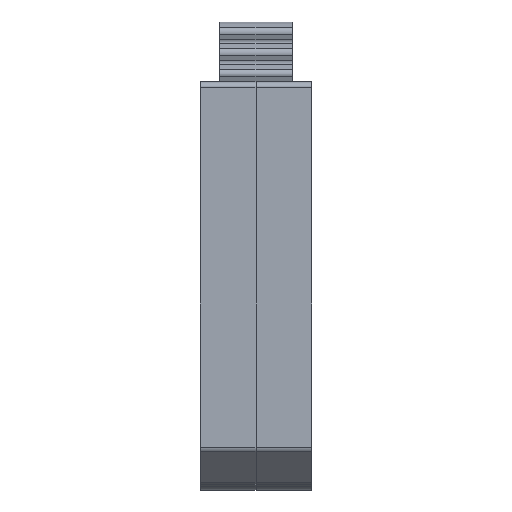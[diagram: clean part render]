
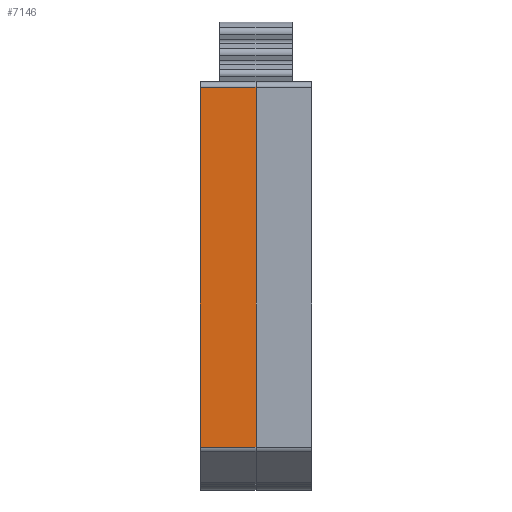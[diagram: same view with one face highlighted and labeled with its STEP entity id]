
A CAD part, front view. The second image highlights one B-rep face of the part: STEP entity #7146.
In plain terms, the highlighted planar face has unit normal (0, -1, 0).
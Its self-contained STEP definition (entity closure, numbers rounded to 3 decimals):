
#7133=AXIS2_PLACEMENT_3D('Plane Axis2P3D',#7130,#7131,#7132) ;
#5979=CARTESIAN_POINT('Vertex',(0.,0.,2.293)) ;
#5982=CARTESIAN_POINT('Line Origine',(0.,0.,11.959)) ;
#5986=CARTESIAN_POINT('Vertex',(0.,0.,21.626)) ;
#6340=CARTESIAN_POINT('Vertex',(3.,0.,21.626)) ;
#6343=CARTESIAN_POINT('Line Origine',(3.,0.,11.959)) ;
#6347=CARTESIAN_POINT('Vertex',(3.,0.,2.293)) ;
#7118=CARTESIAN_POINT('Line Origine',(1.5,0.,21.626)) ;
#7130=CARTESIAN_POINT('Axis2P3D Location',(0.,0.,21.626)) ;
#7135=CARTESIAN_POINT('Line Origine',(1.5,0.,2.293)) ;
#5983=DIRECTION('Vector Direction',(0.,0.,-1.)) ;
#6344=DIRECTION('Vector Direction',(0.,0.,-1.)) ;
#7119=DIRECTION('Vector Direction',(1.,0.,0.)) ;
#7131=DIRECTION('Axis2P3D Direction',(0.,-1.,0.)) ;
#7132=DIRECTION('Axis2P3D XDirection',(0.,0.,-1.)) ;
#7136=DIRECTION('Vector Direction',(1.,0.,0.)) ;
#5984=VECTOR('Line Direction',#5983,1.) ;
#6345=VECTOR('Line Direction',#6344,1.) ;
#7120=VECTOR('Line Direction',#7119,1.) ;
#7137=VECTOR('Line Direction',#7136,1.) ;
#7141=ORIENTED_EDGE('',*,*,#6349,.F.) ;
#7142=ORIENTED_EDGE('',*,*,#7122,.F.) ;
#7143=ORIENTED_EDGE('',*,*,#5988,.T.) ;
#7144=ORIENTED_EDGE('',*,*,#7139,.F.) ;
#7146=ADVANCED_FACE('V3',(#7145),#7134,.T.) ;
#5988=EDGE_CURVE('',#5987,#5980,#5985,.T.) ;
#6349=EDGE_CURVE('',#6341,#6348,#6346,.T.) ;
#7122=EDGE_CURVE('',#5987,#6341,#7121,.T.) ;
#7139=EDGE_CURVE('',#6348,#5980,#7138,.F.) ;
#7140=EDGE_LOOP('',(#7141,#7142,#7143,#7144)) ;
#7145=FACE_OUTER_BOUND('',#7140,.T.) ;
#5985=LINE('Line',#5982,#5984) ;
#6346=LINE('Line',#6343,#6345) ;
#7121=LINE('Line',#7118,#7120) ;
#7138=LINE('Line',#7135,#7137) ;
#7134=PLANE('',#7133) ;
#5980=VERTEX_POINT('',#5979) ;
#5987=VERTEX_POINT('',#5986) ;
#6341=VERTEX_POINT('',#6340) ;
#6348=VERTEX_POINT('',#6347) ;
